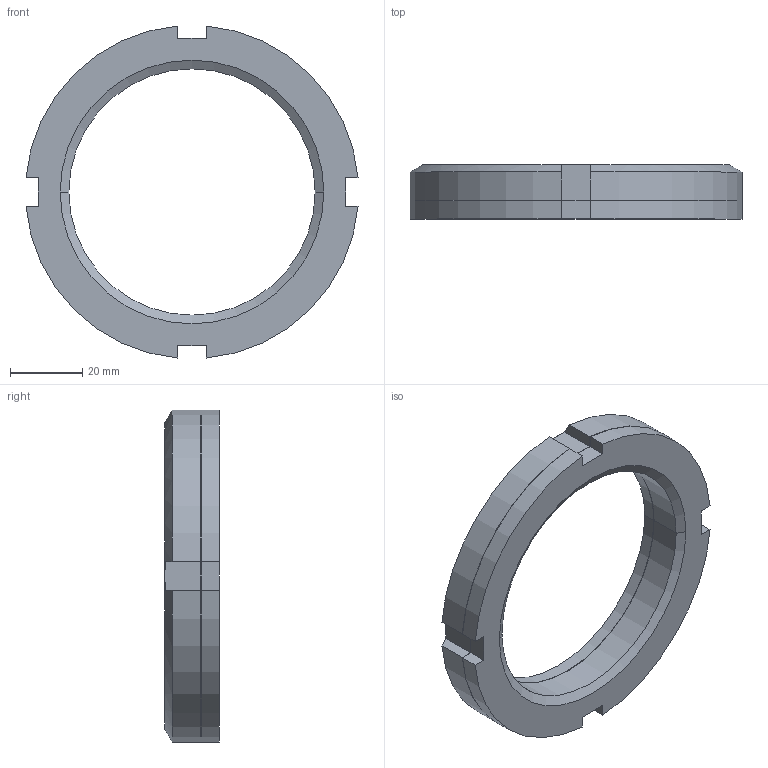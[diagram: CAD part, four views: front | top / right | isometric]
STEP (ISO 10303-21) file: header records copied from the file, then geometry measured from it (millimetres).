
FILE_DESCRIPTION((''),'2;1');
FILE_NAME('1RTHN0703____0','2019-10-29T15:33:01',('kim.bk'),(''),'CREO PARAMETRIC BY PTC INC, 2019010','CREO PARAMETRIC BY PTC INC, 2019010','');
FILE_SCHEMA(('CONFIG_CONTROL_DESIGN'));
Length unit declared in the file: millimetre
Products named in the file (1): 1RTHN0703____0
Bounding box: 91.65 x 15 x 91.65 mm (x, y, z)
Volume: 41658.8 mm3; surface area: 20635.5 mm2
Topology: 2 solids, 2 shells, 368 faces, 1027 edges, 682 vertices
Faces by surface type: plane 344, cone 12, cylinder 12
Entity records: 11655 total; most frequent: CARTESIAN_POINT 2133, ORIENTED_EDGE 2054, DIRECTION 1787, EDGE_CURVE 1027, VECTOR 971, LINE 971, VERTEX_POINT 682, AXIS2_PLACEMENT_3D 408
